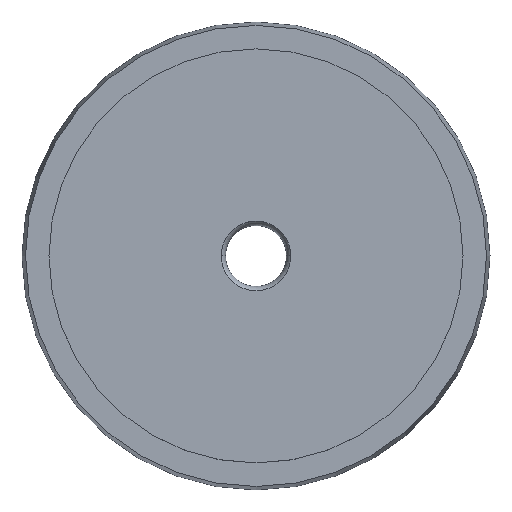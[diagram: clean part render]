
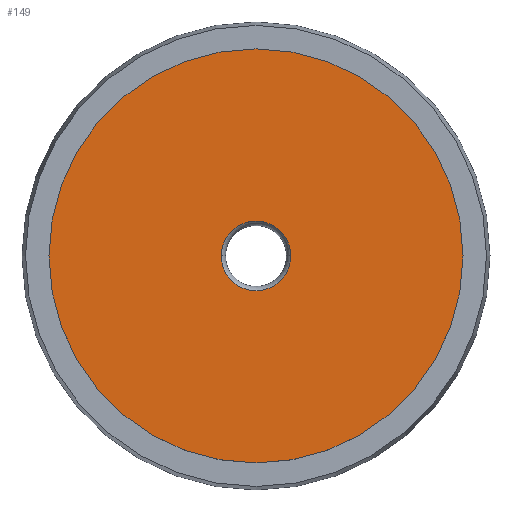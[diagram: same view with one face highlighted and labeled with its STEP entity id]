
A CAD part, top view. The second image highlights one B-rep face of the part: STEP entity #149.
In plain terms, the highlighted planar face has unit normal (0, 0, 1).
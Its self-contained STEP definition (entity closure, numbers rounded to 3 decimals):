
#28 = ORIENTED_EDGE ( 'NONE', *, *, #634, .T. ) ;
#39 = DIRECTION ( 'NONE',  ( 1., 0., 0. ) ) ;
#41 = DIRECTION ( 'NONE',  ( 0., 0., 1. ) ) ;
#47 = FACE_OUTER_BOUND ( 'NONE', #574, .T. ) ;
#55 = VERTEX_POINT ( 'NONE', #599 ) ;
#86 = AXIS2_PLACEMENT_3D ( 'NONE', #103, #349, #440 ) ;
#103 = CARTESIAN_POINT ( 'NONE',  ( 0., 0., 0. ) ) ;
#124 = VERTEX_POINT ( 'NONE', #172 ) ;
#141 = AXIS2_PLACEMENT_3D ( 'NONE', #232, #428, #377 ) ;
#149 = ADVANCED_FACE ( 'NONE', ( #489, #47 ), #423, .F. ) ;
#155 = CARTESIAN_POINT ( 'NONE',  ( 0., 0., 0. ) ) ;
#172 = CARTESIAN_POINT ( 'NONE',  ( -11.9, 0., 0. ) ) ;
#207 = CIRCLE ( 'NONE', #312, 11.9 ) ;
#232 = CARTESIAN_POINT ( 'NONE',  ( 0., 0., 0. ) ) ;
#239 = ORIENTED_EDGE ( 'NONE', *, *, #264, .T. ) ;
#264 = EDGE_CURVE ( 'NONE', #124, #55, #460, .T. ) ;
#298 = EDGE_CURVE ( 'NONE', #474, #521, #600, .T. ) ;
#312 = AXIS2_PLACEMENT_3D ( 'NONE', #444, #403, #313 ) ;
#313 = DIRECTION ( 'NONE',  ( 1., 0., 0. ) ) ;
#326 = EDGE_CURVE ( 'NONE', #521, #474, #577, .T. ) ;
#327 = CARTESIAN_POINT ( 'NONE',  ( 2., 0., 0. ) ) ;
#343 = AXIS2_PLACEMENT_3D ( 'NONE', #476, #527, #39 ) ;
#349 = DIRECTION ( 'NONE',  ( 0., 0., 1. ) ) ;
#354 = DIRECTION ( 'NONE',  ( 1., 0., 0. ) ) ;
#377 = DIRECTION ( 'NONE',  ( -1., 0., 0. ) ) ;
#403 = DIRECTION ( 'NONE',  ( 0., 0., 1. ) ) ;
#410 = CARTESIAN_POINT ( 'NONE',  ( -2., 0., 0. ) ) ;
#423 = PLANE ( 'NONE',  #141 ) ;
#428 = DIRECTION ( 'NONE',  ( 0., 0., -1. ) ) ;
#440 = DIRECTION ( 'NONE',  ( 1., 0., 0. ) ) ;
#444 = CARTESIAN_POINT ( 'NONE',  ( 0., 0., 0. ) ) ;
#460 = CIRCLE ( 'NONE', #343, 11.9 ) ;
#474 = VERTEX_POINT ( 'NONE', #410 ) ;
#476 = CARTESIAN_POINT ( 'NONE',  ( 0., 0., 0. ) ) ;
#480 = EDGE_LOOP ( 'NONE', ( #595, #580 ) ) ;
#489 = FACE_BOUND ( 'NONE', #480, .T. ) ;
#521 = VERTEX_POINT ( 'NONE', #327 ) ;
#527 = DIRECTION ( 'NONE',  ( 0., 0., 1. ) ) ;
#574 = EDGE_LOOP ( 'NONE', ( #28, #239 ) ) ;
#577 = CIRCLE ( 'NONE', #86, 2. ) ;
#580 = ORIENTED_EDGE ( 'NONE', *, *, #298, .F. ) ;
#595 = ORIENTED_EDGE ( 'NONE', *, *, #326, .F. ) ;
#599 = CARTESIAN_POINT ( 'NONE',  ( 11.9, 0., 0. ) ) ;
#600 = CIRCLE ( 'NONE', #606, 2. ) ;
#606 = AXIS2_PLACEMENT_3D ( 'NONE', #155, #41, #354 ) ;
#634 = EDGE_CURVE ( 'NONE', #55, #124, #207, .T. ) ;
